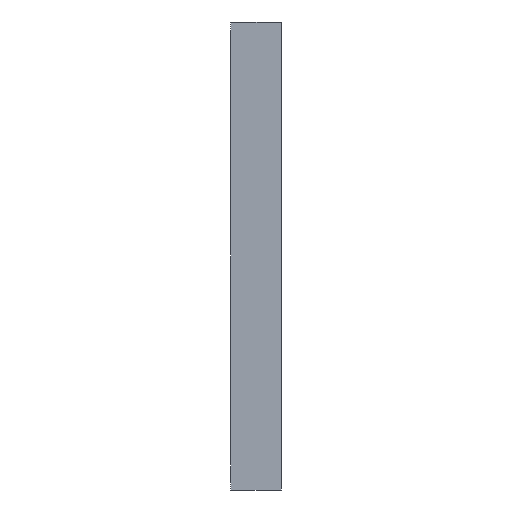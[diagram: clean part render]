
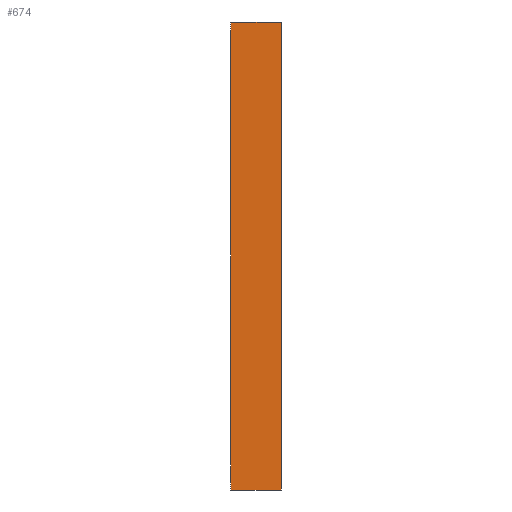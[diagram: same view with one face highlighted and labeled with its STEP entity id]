
A CAD part, left-side view. The second image highlights one B-rep face of the part: STEP entity #674.
In plain terms, the highlighted planar face has unit normal (-1, 0, 0).
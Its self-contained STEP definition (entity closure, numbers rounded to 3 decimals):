
#56 = VERTEX_POINT('',#57);
#57 = CARTESIAN_POINT('',(-137.5,0.,-62.75));
#74 = VERTEX_POINT('',#75);
#75 = CARTESIAN_POINT('',(-137.5,0.,67.5));
#81 = EDGE_CURVE('',#74,#56,#82,.T.);
#82 = LINE('',#83,#84);
#83 = CARTESIAN_POINT('',(-137.5,0.,67.5));
#84 = VECTOR('',#85,1.);
#85 = DIRECTION('',(0.,0.,-1.));
#599 = EDGE_CURVE('',#56,#600,#602,.T.);
#600 = VERTEX_POINT('',#601);
#601 = CARTESIAN_POINT('',(-137.5,14.,-62.75));
#602 = LINE('',#603,#604);
#603 = CARTESIAN_POINT('',(-137.5,0.,-62.75));
#604 = VECTOR('',#605,1.);
#605 = DIRECTION('',(0.,1.,0.));
#656 = VERTEX_POINT('',#657);
#657 = CARTESIAN_POINT('',(-137.5,14.,67.5));
#663 = EDGE_CURVE('',#74,#656,#664,.T.);
#664 = LINE('',#665,#666);
#665 = CARTESIAN_POINT('',(-137.5,0.,67.5));
#666 = VECTOR('',#667,1.);
#667 = DIRECTION('',(0.,1.,0.));
#674 = ADVANCED_FACE('',(#675),#686,.T.);
#675 = FACE_BOUND('',#676,.T.);
#676 = EDGE_LOOP('',(#677,#678,#684,#685));
#677 = ORIENTED_EDGE('',*,*,#663,.T.);
#678 = ORIENTED_EDGE('',*,*,#679,.F.);
#679 = EDGE_CURVE('',#600,#656,#680,.T.);
#680 = LINE('',#681,#682);
#681 = CARTESIAN_POINT('',(-137.5,14.,-62.75));
#682 = VECTOR('',#683,1.);
#683 = DIRECTION('',(0.,0.,1.));
#684 = ORIENTED_EDGE('',*,*,#599,.F.);
#685 = ORIENTED_EDGE('',*,*,#81,.F.);
#686 = PLANE('',#687);
#687 = AXIS2_PLACEMENT_3D('',#688,#689,#690);
#688 = CARTESIAN_POINT('',(-137.5,7.,2.375));
#689 = DIRECTION('',(-1.,0.,0.));
#690 = DIRECTION('',(0.,1.,0.));
